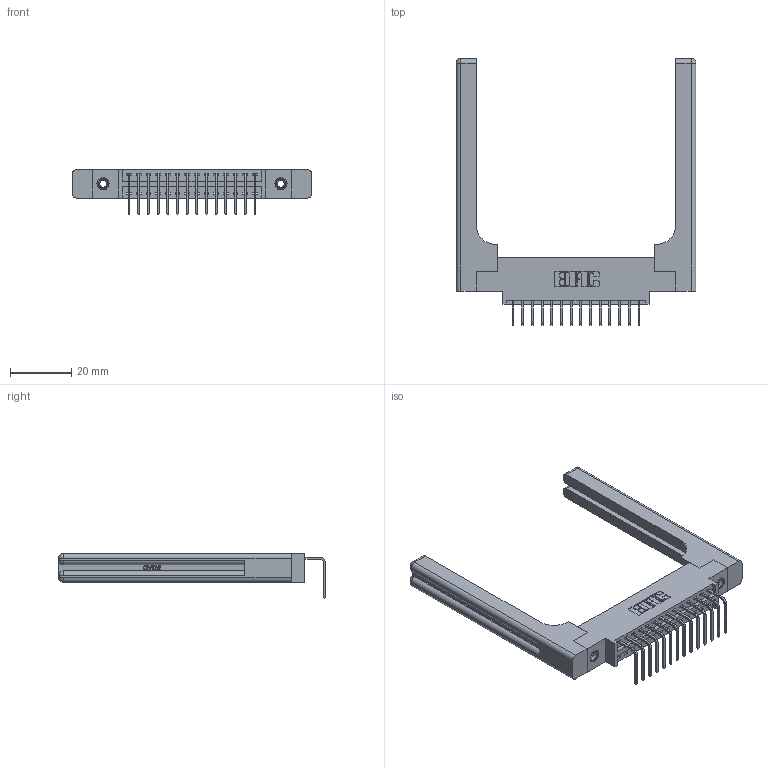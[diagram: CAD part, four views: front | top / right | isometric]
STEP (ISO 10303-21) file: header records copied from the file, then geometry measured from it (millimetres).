
FILE_DESCRIPTION (( 'STEP AP203' ), '1' );
FILE_NAME ('346-014-558-658.STEP', '2022-05-05T07:03:53', ( '' ), ( '' ), 'SwSTEP 2.0', 'SolidWorks 2020', '' );
FILE_SCHEMA (( 'CONFIG_CONTROL_DESIGN' ));
Length unit declared in the file: inch
Products named in the file (5): 346-014-558-658; 345-250-001_345-250-001-102; 346-220-058_345-220-058; 345-292-001_558 Tail - 2; 346 Part_0.170 Offset - 0.156 Dia-TH
Assembly tree (19 placements, depth 2):
  346-014-558-658
    346 Part_0.170 Offset - 0.156 Dia-TH
    345-292-001_558 Tail - 2  x14
    345-250-001_345-250-001-102  x2
    346-220-058_345-220-058  x2
Bounding box: 78.51 x 87.44 x 14.73 mm (x, y, z)
Volume: 14714.7 mm3; surface area: 14332.7 mm2
Topology: 19 solids, 19 shells, 1236 faces, 3591 edges, 2354 vertices
Faces by surface type: plane 830, cylinder 346, bspline 36, cone 12, sphere 8, torus 4
Entity records: 18272 total; most frequent: CARTESIAN_POINT 4125, ORIENTED_EDGE 2868, DIRECTION 2602, EDGE_CURVE 1434, VECTOR 1154, LINE 1154, VERTEX_POINT 946, AXIS2_PLACEMENT_3D 724
